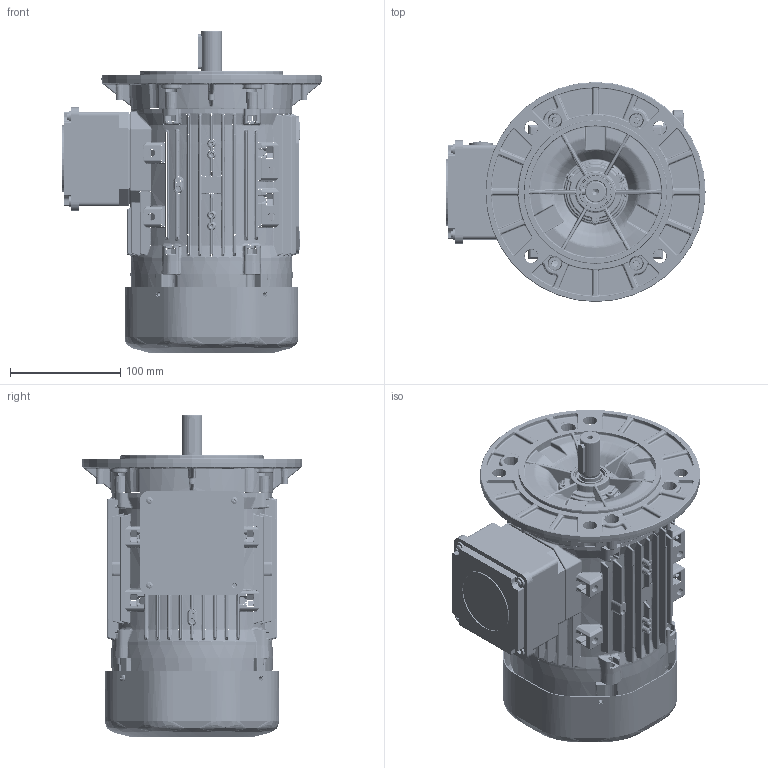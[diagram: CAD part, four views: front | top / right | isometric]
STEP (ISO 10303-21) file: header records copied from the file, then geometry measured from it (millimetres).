
FILE_DESCRIPTION(/* description */ (''),/* implementation_level */ '2;1');
FILE_NAME(/* name */ 'model1.stp',/* time_stamp */ '2024-08-01T15:39:50+03:00',/* author */ (''),/* organization */ (''),/* preprocessor_version */ 'ST-DEVELOPER v18.102',/* originating_system */ 'SIEMENS PLM Software NX2206.8101',/* authorisation */ '');
FILE_SCHEMA (('AUTOMOTIVE_DESIGN { 1 0 10303 214 3 1 1 1 }'));
Products named in the file (1): model1_260028D8E15Fjjse
Bounding box: 235.5 x 200 x 293 mm (x, y, z)
Surface area: 382191.2 mm2 (no closed solid volume)
Topology: 0 solids, 580 shells, 6406 faces, 20458 edges, 13748 vertices
Faces by surface type: bspline 2238, cylinder 1769, plane 1209, torus 473, cone 398, sphere 319
Full cylindrical faces by diameter (mm): 3 x3, 3.5 x2, 4.6 x3, 5 x2, 8 x1, 19 x1, 19.2 x1, 19.55 x1, 20 x1, 20.2 x1, 57 x1, 61 x1, 130 x1
Entity records: 309784 total; most frequent: CARTESIAN_POINT 114637, DIRECTION 32001, ORIENTED_EDGE 31047, EDGE_CURVE 20059, VERTEX_POINT 13670, AXIS2_PLACEMENT_3D 13112, CIRCLE 7449, EDGE_LOOP 6780
